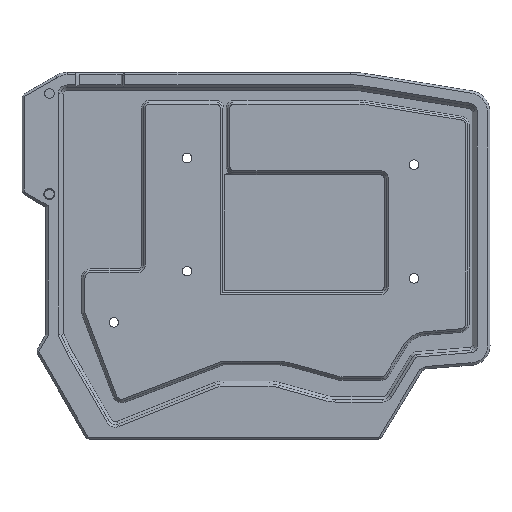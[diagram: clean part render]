
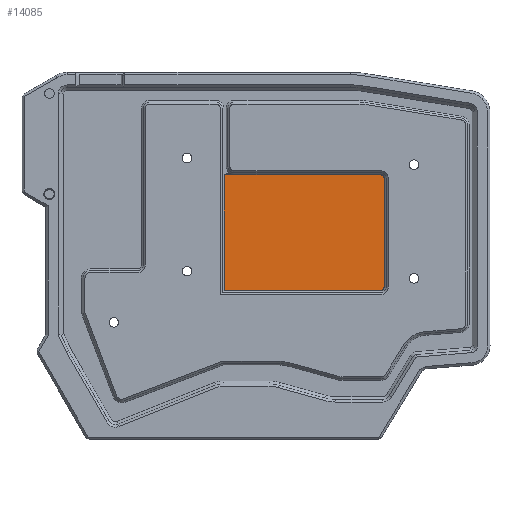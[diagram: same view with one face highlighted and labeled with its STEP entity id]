
A CAD part, top view. The second image highlights one B-rep face of the part: STEP entity #14085.
In plain terms, the highlighted planar face has unit normal (0, 0, 1).
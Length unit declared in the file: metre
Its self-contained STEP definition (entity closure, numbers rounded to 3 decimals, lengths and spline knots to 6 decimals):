
#310=CIRCLE('',#15149,0.0008);
#311=CIRCLE('',#15150,0.0008);
#312=CIRCLE('',#15151,0.0012);
#313=CIRCLE('',#15152,0.0012);
#314=CIRCLE('',#15153,0.0028);
#1762=ORIENTED_EDGE('',*,*,#5215,.T.);
#1763=ORIENTED_EDGE('',*,*,#5216,.T.);
#1764=ORIENTED_EDGE('',*,*,#5217,.T.);
#1765=ORIENTED_EDGE('',*,*,#5218,.T.);
#1766=ORIENTED_EDGE('',*,*,#5219,.T.);
#1767=ORIENTED_EDGE('',*,*,#5220,.T.);
#1768=ORIENTED_EDGE('',*,*,#5221,.T.);
#1769=ORIENTED_EDGE('',*,*,#5222,.T.);
#1770=ORIENTED_EDGE('',*,*,#5223,.T.);
#1771=ORIENTED_EDGE('',*,*,#5224,.T.);
#5215=EDGE_CURVE('',#6962,#6963,#310,.T.);
#5216=EDGE_CURVE('',#6963,#6964,#8212,.T.);
#5217=EDGE_CURVE('',#6964,#6965,#311,.T.);
#5218=EDGE_CURVE('',#6965,#6966,#8213,.T.);
#5219=EDGE_CURVE('',#6966,#6967,#312,.T.);
#5220=EDGE_CURVE('',#6967,#6968,#8214,.T.);
#5221=EDGE_CURVE('',#6968,#6969,#313,.T.);
#5222=EDGE_CURVE('',#6969,#6970,#8215,.T.);
#5223=EDGE_CURVE('',#6970,#6971,#314,.F.);
#5224=EDGE_CURVE('',#6971,#6962,#8216,.T.);
#6962=VERTEX_POINT('',#21546);
#6963=VERTEX_POINT('',#21547);
#6964=VERTEX_POINT('',#21549);
#6965=VERTEX_POINT('',#21551);
#6966=VERTEX_POINT('',#21553);
#6967=VERTEX_POINT('',#21555);
#6968=VERTEX_POINT('',#21557);
#6969=VERTEX_POINT('',#21559);
#6970=VERTEX_POINT('',#21561);
#6971=VERTEX_POINT('',#21563);
#8212=LINE('',#21548,#10028);
#8213=LINE('',#21552,#10029);
#8214=LINE('',#21556,#10030);
#8215=LINE('',#21560,#10031);
#8216=LINE('',#21564,#10032);
#10028=VECTOR('',#17351,1.);
#10029=VECTOR('',#17354,1.);
#10030=VECTOR('',#17357,1.);
#10031=VECTOR('',#17360,1.);
#10032=VECTOR('',#17363,1.);
#11449=EDGE_LOOP('',(#1762,#1763,#1764,#1765,#1766,#1767,#1768,#1769,#1770,
#1771));
#12404=FACE_BOUND('',#11449,.T.);
#13206=PLANE('',#15148);
#14085=ADVANCED_FACE('',(#12404),#13206,.T.);
#15148=AXIS2_PLACEMENT_3D('',#21544,#17347,#17348);
#15149=AXIS2_PLACEMENT_3D('',#21545,#17349,#17350);
#15150=AXIS2_PLACEMENT_3D('',#21550,#17352,#17353);
#15151=AXIS2_PLACEMENT_3D('',#21554,#17355,#17356);
#15152=AXIS2_PLACEMENT_3D('',#21558,#17358,#17359);
#15153=AXIS2_PLACEMENT_3D('',#21562,#17361,#17362);
#17347=DIRECTION('',(0.,0.,1.));
#17348=DIRECTION('',(1.,0.,0.));
#17349=DIRECTION('',(0.,0.,1.));
#17350=DIRECTION('',(1.,0.,0.));
#17351=DIRECTION('',(0.,-1.,0.));
#17352=DIRECTION('',(0.,0.,1.));
#17353=DIRECTION('',(1.,0.,0.));
#17354=DIRECTION('',(1.,0.,0.));
#17355=DIRECTION('',(0.,0.,1.));
#17356=DIRECTION('',(1.,0.,0.));
#17357=DIRECTION('',(0.,1.,0.));
#17358=DIRECTION('',(0.,0.,1.));
#17359=DIRECTION('',(1.,0.,0.));
#17360=DIRECTION('',(-1.,0.,0.));
#17361=DIRECTION('',(0.,0.,1.));
#17362=DIRECTION('',(1.,0.,0.));
#17363=DIRECTION('',(-1.,0.,0.));
#21544=CARTESIAN_POINT('',(0.,-0.001038,0.0015));
#21545=CARTESIAN_POINT('',(-0.013916,0.025538,0.0015));
#21546=CARTESIAN_POINT('',(-0.013916,0.026338,0.0015));
#21547=CARTESIAN_POINT('',(-0.014616,0.025925,0.0015));
#21548=CARTESIAN_POINT('',(-0.014616,-0.001038,0.0015));
#21549=CARTESIAN_POINT('',(-0.014616,-0.012287,0.0015));
#21550=CARTESIAN_POINT('',(-0.013916,-0.0119,0.0015));
#21551=CARTESIAN_POINT('',(-0.014304,-0.0126,0.0015));
#21552=CARTESIAN_POINT('',(0.,-0.0126,0.0015));
#21553=CARTESIAN_POINT('',(0.037795,-0.0126,0.0015));
#21554=CARTESIAN_POINT('',(0.037795,-0.0114,0.0015));
#21555=CARTESIAN_POINT('',(0.038995,-0.0114,0.0015));
#21556=CARTESIAN_POINT('',(0.038995,-0.001038,0.0015));
#21557=CARTESIAN_POINT('',(0.038995,0.025038,0.0015));
#21558=CARTESIAN_POINT('',(0.037795,0.025038,0.0015));
#21559=CARTESIAN_POINT('',(0.037795,0.026238,0.0015));
#21560=CARTESIAN_POINT('',(0.,0.026238,0.0015));
#21561=CARTESIAN_POINT('',(-0.011416,0.026238,0.0015));
#21562=CARTESIAN_POINT('',(-0.011416,0.029038,0.0015));
#21563=CARTESIAN_POINT('',(-0.012158,0.026338,0.0015));
#21564=CARTESIAN_POINT('',(-0.013916,0.026338,0.0015));
